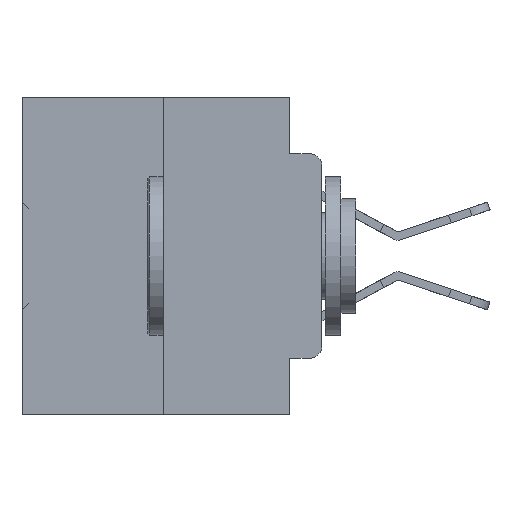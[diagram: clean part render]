
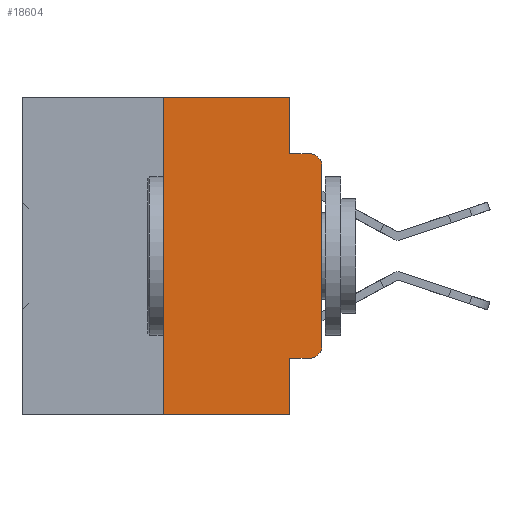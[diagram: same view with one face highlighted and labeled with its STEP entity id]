
A CAD part, left-side view. The second image highlights one B-rep face of the part: STEP entity #18604.
In plain terms, the highlighted planar face has unit normal (-1, 0, 0).
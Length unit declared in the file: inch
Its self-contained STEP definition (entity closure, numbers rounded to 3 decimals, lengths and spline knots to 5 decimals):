
#586 = CARTESIAN_POINT ( 'NONE',  ( 0., 0.02, -0.0885 ) ) ;
#1291 = CARTESIAN_POINT ( 'NONE',  ( 0., 0.25, -0.5 ) ) ;
#1462 = DIRECTION ( 'NONE',  ( 0., -1., 0. ) ) ;
#1606 = EDGE_CURVE ( 'NONE', #27592, #4017, #11248, .T. ) ;
#1787 = PLANE ( 'NONE',  #15477 ) ;
#2350 = EDGE_CURVE ( 'NONE', #32607, #37104, #38824, .T. ) ;
#2746 = CARTESIAN_POINT ( 'NONE',  ( 0., 0.051, 0. ) ) ;
#3397 = EDGE_CURVE ( 'NONE', #9035, #37437, #31434, .T. ) ;
#3420 = LINE ( 'NONE', #4212, #40273 ) ;
#4017 = VERTEX_POINT ( 'NONE', #26224 ) ;
#4212 = CARTESIAN_POINT ( 'NONE',  ( 0., 0.051, 0. ) ) ;
#4719 = CIRCLE ( 'NONE', #32963, 0.02 ) ;
#6142 = LINE ( 'NONE', #18696, #21918 ) ;
#7225 = EDGE_CURVE ( 'NONE', #37437, #24594, #30668, .T. ) ;
#7586 = DIRECTION ( 'NONE',  ( -1., 0., 0. ) ) ;
#7703 = VERTEX_POINT ( 'NONE', #19286 ) ;
#8325 = CARTESIAN_POINT ( 'NONE',  ( 0., 0.473, 0. ) ) ;
#8723 = CARTESIAN_POINT ( 'NONE',  ( 0., 0.051, -0.0885 ) ) ;
#9035 = VERTEX_POINT ( 'NONE', #20935 ) ;
#9507 = ORIENTED_EDGE ( 'NONE', *, *, #15632, .T. ) ;
#9774 = CARTESIAN_POINT ( 'NONE',  ( 0., 0.473, -0.5 ) ) ;
#10460 = DIRECTION ( 'NONE',  ( 0., -1., 0. ) ) ;
#10671 = DIRECTION ( 'NONE',  ( 0., 0., -1. ) ) ;
#10728 = CARTESIAN_POINT ( 'NONE',  ( 0., 0.051, -0.0885 ) ) ;
#10830 = ORIENTED_EDGE ( 'NONE', *, *, #7225, .T. ) ;
#11202 = DIRECTION ( 'NONE',  ( 0., 0., -1. ) ) ;
#11248 = LINE ( 'NONE', #36251, #22069 ) ;
#11501 = LINE ( 'NONE', #39582, #14911 ) ;
#12876 = ORIENTED_EDGE ( 'NONE', *, *, #24378, .F. ) ;
#13613 = AXIS2_PLACEMENT_3D ( 'NONE', #35691, #7586, #10671 ) ;
#13960 = EDGE_CURVE ( 'NONE', #27344, #32607, #39687, .T. ) ;
#14911 = VECTOR ( 'NONE', #1462, 39.37008 ) ;
#15477 = AXIS2_PLACEMENT_3D ( 'NONE', #8325, #27236, #30312 ) ;
#15632 = EDGE_CURVE ( 'NONE', #24594, #34154, #6142, .T. ) ;
#15764 = ORIENTED_EDGE ( 'NONE', *, *, #13960, .F. ) ;
#16151 = DIRECTION ( 'NONE',  ( 0., -1., 0. ) ) ;
#16347 = CARTESIAN_POINT ( 'NONE',  ( 0., 0.02, -0.4115 ) ) ;
#17139 = ORIENTED_EDGE ( 'NONE', *, *, #1606, .F. ) ;
#17804 = FACE_OUTER_BOUND ( 'NONE', #34548, .T. ) ;
#18604 = ADVANCED_FACE ( 'NONE', ( #17804 ), #1787, .F. ) ;
#18696 = CARTESIAN_POINT ( 'NONE',  ( 0., 0., 0. ) ) ;
#18757 = ORIENTED_EDGE ( 'NONE', *, *, #20794, .F. ) ;
#19286 = CARTESIAN_POINT ( 'NONE',  ( 0., 0.051, -0.5 ) ) ;
#20228 = DIRECTION ( 'NONE',  ( 0., -1., 0. ) ) ;
#20714 = DIRECTION ( 'NONE',  ( 0., 0., 1. ) ) ;
#20794 = EDGE_CURVE ( 'NONE', #9035, #7703, #3420, .T. ) ;
#20935 = CARTESIAN_POINT ( 'NONE',  ( 0., 0.051, -0.4115 ) ) ;
#21381 = DIRECTION ( 'NONE',  ( 0., 0., 1. ) ) ;
#21918 = VECTOR ( 'NONE', #21381, 39.37008 ) ;
#22069 = VECTOR ( 'NONE', #20714, 39.37008 ) ;
#22202 = CARTESIAN_POINT ( 'NONE',  ( 0., 0.051, -0.4115 ) ) ;
#23820 = EDGE_CURVE ( 'NONE', #27592, #7703, #25598, .T. ) ;
#23922 = CARTESIAN_POINT ( 'NONE',  ( 0., 0.051, 0. ) ) ;
#24378 = EDGE_CURVE ( 'NONE', #4017, #27344, #11501, .T. ) ;
#24594 = VERTEX_POINT ( 'NONE', #27730 ) ;
#24783 = VECTOR ( 'NONE', #36022, 39.37008 ) ;
#25598 = LINE ( 'NONE', #9774, #30618 ) ;
#26224 = CARTESIAN_POINT ( 'NONE',  ( 0., 0.25, 0. ) ) ;
#26570 = CARTESIAN_POINT ( 'NONE',  ( 0., 0., -0.1085 ) ) ;
#27236 = DIRECTION ( 'NONE',  ( 1., 0., 0. ) ) ;
#27344 = VERTEX_POINT ( 'NONE', #2746 ) ;
#27545 = ORIENTED_EDGE ( 'NONE', *, *, #23820, .T. ) ;
#27592 = VERTEX_POINT ( 'NONE', #1291 ) ;
#27730 = CARTESIAN_POINT ( 'NONE',  ( 0., 0., -0.3915 ) ) ;
#28668 = DIRECTION ( 'NONE',  ( 0., 0., -1. ) ) ;
#30312 = DIRECTION ( 'NONE',  ( 0., 0., -1. ) ) ;
#30618 = VECTOR ( 'NONE', #16151, 39.37008 ) ;
#30668 = CIRCLE ( 'NONE', #13613, 0.02 ) ;
#31232 = EDGE_CURVE ( 'NONE', #34154, #37104, #4719, .T. ) ;
#31434 = LINE ( 'NONE', #22202, #35284 ) ;
#31748 = VECTOR ( 'NONE', #20228, 39.37008 ) ;
#32607 = VERTEX_POINT ( 'NONE', #8723 ) ;
#32755 = DIRECTION ( 'NONE',  ( -1., 0., 0. ) ) ;
#32963 = AXIS2_PLACEMENT_3D ( 'NONE', #33355, #32755, #11202 ) ;
#33355 = CARTESIAN_POINT ( 'NONE',  ( 0., 0.02, -0.1085 ) ) ;
#34154 = VERTEX_POINT ( 'NONE', #26570 ) ;
#34548 = EDGE_LOOP ( 'NONE', ( #9507, #37505, #39865, #15764, #12876, #17139, #27545, #18757, #37332, #10830 ) ) ;
#35284 = VECTOR ( 'NONE', #10460, 39.37008 ) ;
#35691 = CARTESIAN_POINT ( 'NONE',  ( 0., 0.02, -0.3915 ) ) ;
#36022 = DIRECTION ( 'NONE',  ( 0., 0., -1. ) ) ;
#36251 = CARTESIAN_POINT ( 'NONE',  ( 0., 0.25, 0. ) ) ;
#37104 = VERTEX_POINT ( 'NONE', #586 ) ;
#37332 = ORIENTED_EDGE ( 'NONE', *, *, #3397, .T. ) ;
#37437 = VERTEX_POINT ( 'NONE', #16347 ) ;
#37505 = ORIENTED_EDGE ( 'NONE', *, *, #31232, .T. ) ;
#38824 = LINE ( 'NONE', #10728, #31748 ) ;
#39582 = CARTESIAN_POINT ( 'NONE',  ( 0., 0.473, 0. ) ) ;
#39687 = LINE ( 'NONE', #23922, #24783 ) ;
#39865 = ORIENTED_EDGE ( 'NONE', *, *, #2350, .F. ) ;
#40273 = VECTOR ( 'NONE', #28668, 39.37008 ) ;
